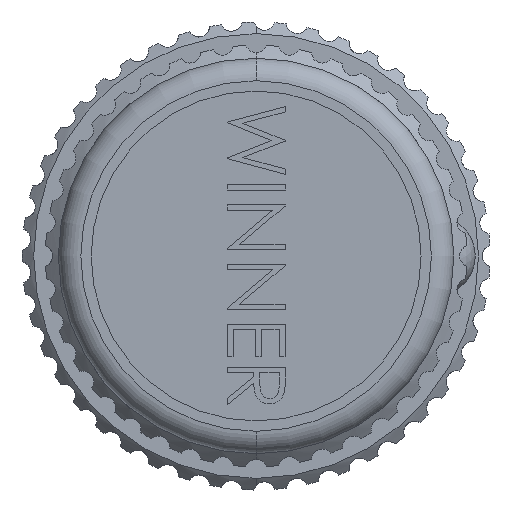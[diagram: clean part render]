
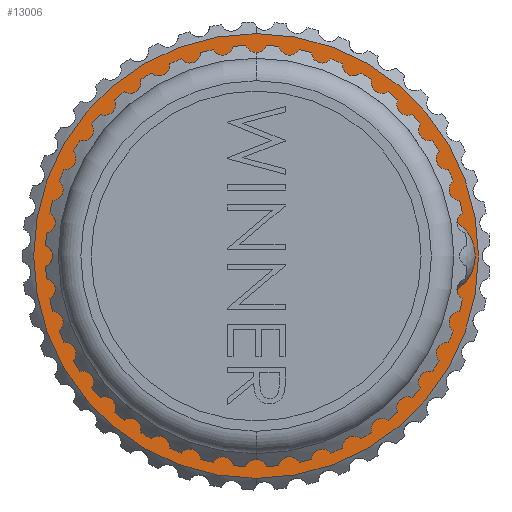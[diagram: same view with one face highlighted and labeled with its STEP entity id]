
A CAD part, left-side view. The second image highlights one B-rep face of the part: STEP entity #13006.
In plain terms, the highlighted planar face has unit normal (-1, 0, 0).
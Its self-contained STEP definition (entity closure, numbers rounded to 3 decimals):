
#31 = CARTESIAN_POINT ( 'NONE',  ( -7.9, -2.053, -3.705 ) ) ;
#293 = ORIENTED_EDGE ( 'NONE', *, *, #10064, .T. ) ;
#1107 = CARTESIAN_POINT ( 'NONE',  ( -7.9, 4.312, -1.869 ) ) ;
#1828 = CARTESIAN_POINT ( 'NONE',  ( -7.9, -1.758, 3.99 ) ) ;
#1880 = CARTESIAN_POINT ( 'NONE',  ( -7.9, 3.706, -2.824 ) ) ;
#1972 = CARTESIAN_POINT ( 'NONE',  ( -7.9, -4.141, 0.577 ) ) ;
#2068 = CARTESIAN_POINT ( 'NONE',  ( -7.9, -4.08, 0.936 ) ) ;
#2596 = CIRCLE ( 'NONE', #3807, 4.7 ) ;
#3173 = AXIS2_PLACEMENT_3D ( 'NONE', #23545, #10419, #25758 ) ;
#3204 = CARTESIAN_POINT ( 'NONE',  ( -7.9, 0., 0. ) ) ;
#3331 = B_SPLINE_CURVE_WITH_KNOTS ( 'NONE', 3,
 ( #8786, #24111, #17634, #21733, #8594, #23940, #15149, #2068, #1972, #17448, #10812, #4256, #17543, #19646, #17357, #21828, #8699, #31, #24024, #10908 ),
 .UNSPECIFIED., .F., .F.,
 ( 4, 2, 2, 2, 2, 2, 2, 2, 2, 4 ),
 ( 0., 0.001, 0.002, 0.002, 0.003, 0.004, 0.005, 0.006, 0.008, 0.009 ),
 .UNSPECIFIED. ) ;
#3807 = AXIS2_PLACEMENT_3D ( 'NONE', #16001, #26721, #9248 ) ;
#3871 = CARTESIAN_POINT ( 'NONE',  ( -7.9, 0.785, -4.353 ) ) ;
#4004 = CARTESIAN_POINT ( 'NONE',  ( -7.9, 3.102, 3.519 ) ) ;
#4256 = CARTESIAN_POINT ( 'NONE',  ( -7.9, -3.997, -1.202 ) ) ;
#4572 = FACE_BOUND ( 'NONE', #13249, .T. ) ;
#5328 = CIRCLE ( 'NONE', #9971, 15.3 ) ;
#5910 = EDGE_LOOP ( 'NONE', ( #8803, #16005 ) ) ;
#6133 = CARTESIAN_POINT ( 'NONE',  ( -7.9, -2.699, 3.332 ) ) ;
#6226 = CARTESIAN_POINT ( 'NONE',  ( -7.9, 0.457, 4.491 ) ) ;
#6422 = CARTESIAN_POINT ( 'NONE',  ( -7.9, 2.124, 4.107 ) ) ;
#6873 = VERTEX_POINT ( 'NONE', #11087 ) ;
#7214 = VERTEX_POINT ( 'NONE', #14638 ) ;
#7339 = CARTESIAN_POINT ( 'NONE',  ( -7.9, 0., -15.3 ) ) ;
#8130 = CARTESIAN_POINT ( 'NONE',  ( -7.9, 2.859, -3.556 ) ) ;
#8323 = CARTESIAN_POINT ( 'NONE',  ( -7.9, -0.882, -4.215 ) ) ;
#8594 = CARTESIAN_POINT ( 'NONE',  ( -7.9, -3.717, 1.951 ) ) ;
#8699 = CARTESIAN_POINT ( 'NONE',  ( -7.9, -2.634, -3.287 ) ) ;
#8786 = CARTESIAN_POINT ( 'NONE',  ( -7.9, -2.897, 3.122 ) ) ;
#8803 = ORIENTED_EDGE ( 'NONE', *, *, #19305, .T. ) ;
#9248 = DIRECTION ( 'NONE',  ( 0., 0., 1. ) ) ;
#9615 = EDGE_CURVE ( 'NONE', #21417, #17246, #14152, .T. ) ;
#9828 = CARTESIAN_POINT ( 'NONE',  ( -7.9, 4.7, 0. ) ) ;
#9971 = AXIS2_PLACEMENT_3D ( 'NONE', #3204, #20773, #16782 ) ;
#10064 = EDGE_CURVE ( 'NONE', #7214, #20992, #15239, .T. ) ;
#10419 = DIRECTION ( 'NONE',  ( -1., 0., 0. ) ) ;
#10565 = ORIENTED_EDGE ( 'NONE', *, *, #26351, .T. ) ;
#10568 = DIRECTION ( 'NONE',  ( -1., 0., 0. ) ) ;
#10756 = CARTESIAN_POINT ( 'NONE',  ( -7.9, 1.308, 4.379 ) ) ;
#10812 = CARTESIAN_POINT ( 'NONE',  ( -7.9, -4.145, -0.495 ) ) ;
#10853 = CARTESIAN_POINT ( 'NONE',  ( -7.9, 1.583, 4.307 ) ) ;
#10908 = CARTESIAN_POINT ( 'NONE',  ( -7.9, -1.408, -4.019 ) ) ;
#11087 = CARTESIAN_POINT ( 'NONE',  ( -7.9, 0., 15.3 ) ) ;
#11142 = ORIENTED_EDGE ( 'NONE', *, *, #18474, .F. ) ;
#11211 = VERTEX_POINT ( 'NONE', #12382 ) ;
#12382 = CARTESIAN_POINT ( 'NONE',  ( -7.9, -1.408, -4.019 ) ) ;
#12430 = DIRECTION ( 'NONE',  ( -1., 0., 0. ) ) ;
#12571 = CARTESIAN_POINT ( 'NONE',  ( -7.9, 1.61, -4.179 ) ) ;
#12669 = CARTESIAN_POINT ( 'NONE',  ( -7.9, 1.336, -4.255 ) ) ;
#12763 = CARTESIAN_POINT ( 'NONE',  ( -7.9, -0.055, -4.364 ) ) ;
#12798 = DIRECTION ( 'NONE',  ( 0., 0., -1. ) ) ;
#13006 = ADVANCED_FACE ( 'NONE', ( #27999, #4572 ), #14752, .T. ) ;
#13249 = EDGE_LOOP ( 'NONE', ( #24460, #10565, #22547, #11142, #293 ) ) ;
#14152 = CIRCLE ( 'NONE', #25374, 4.7 ) ;
#14487 = CARTESIAN_POINT ( 'NONE',  ( -7.9, -1.148, -4.13 ) ) ;
#14638 = CARTESIAN_POINT ( 'NONE',  ( -7.9, 3.319, 3.328 ) ) ;
#14752 = PLANE ( 'NONE',  #3173 ) ;
#15007 = CARTESIAN_POINT ( 'NONE',  ( -7.9, -1.235, 4.22 ) ) ;
#15094 = CARTESIAN_POINT ( 'NONE',  ( -7.9, -2.007, 3.851 ) ) ;
#15149 = CARTESIAN_POINT ( 'NONE',  ( -7.9, -3.924, 1.454 ) ) ;
#15192 = CARTESIAN_POINT ( 'NONE',  ( -7.9, 0.746, 4.472 ) ) ;
#15239 = B_SPLINE_CURVE_WITH_KNOTS ( 'NONE', 3,
 ( #19307, #4004, #28261, #23889, #6422, #10853, #10756, #15192, #6226, #26107, #28352, #23685, #15007, #1828, #15094, #17297, #6133, #17398 ),
 .UNSPECIFIED., .F., .F.,
 ( 4, 2, 2, 2, 2, 2, 2, 2, 4 ),
 ( 0., 0.001, 0.002, 0.003, 0.003, 0.004, 0.005, 0.006, 0.007 ),
 .UNSPECIFIED. ) ;
#15628 = CARTESIAN_POINT ( 'NONE',  ( -7.9, -2.897, 3.122 ) ) ;
#16001 = CARTESIAN_POINT ( 'NONE',  ( -7.9, 0., 0. ) ) ;
#16005 = ORIENTED_EDGE ( 'NONE', *, *, #24140, .T. ) ;
#16782 = DIRECTION ( 'NONE',  ( 0., 0., -1. ) ) ;
#17084 = CARTESIAN_POINT ( 'NONE',  ( -7.9, 4.312, -1.869 ) ) ;
#17246 = VERTEX_POINT ( 'NONE', #1107 ) ;
#17297 = CARTESIAN_POINT ( 'NONE',  ( -7.9, -2.478, 3.522 ) ) ;
#17357 = CARTESIAN_POINT ( 'NONE',  ( -7.9, -3.368, -2.489 ) ) ;
#17398 = CARTESIAN_POINT ( 'NONE',  ( -7.9, -2.897, 3.122 ) ) ;
#17448 = CARTESIAN_POINT ( 'NONE',  ( -7.9, -4.173, -0.137 ) ) ;
#17543 = CARTESIAN_POINT ( 'NONE',  ( -7.9, -3.878, -1.546 ) ) ;
#17634 = CARTESIAN_POINT ( 'NONE',  ( -7.9, -3.364, 2.57 ) ) ;
#18474 = EDGE_CURVE ( 'NONE', #7214, #21417, #2596, .T. ) ;
#18677 = VERTEX_POINT ( 'NONE', #7339 ) ;
#19088 = CARTESIAN_POINT ( 'NONE',  ( -7.9, 2.132, -3.977 ) ) ;
#19270 = CARTESIAN_POINT ( 'NONE',  ( -7.9, 2.381, -3.852 ) ) ;
#19305 = EDGE_CURVE ( 'NONE', #6873, #18677, #22974, .T. ) ;
#19307 = CARTESIAN_POINT ( 'NONE',  ( -7.9, 3.319, 3.328 ) ) ;
#19321 = AXIS2_PLACEMENT_3D ( 'NONE', #23679, #10568, #12798 ) ;
#19646 = CARTESIAN_POINT ( 'NONE',  ( -7.9, -3.564, -2.188 ) ) ;
#20069 = EDGE_CURVE ( 'NONE', #20992, #11211, #3331, .T. ) ;
#20773 = DIRECTION ( 'NONE',  ( -1., 0., 0. ) ) ;
#20981 = CARTESIAN_POINT ( 'NONE',  ( -7.9, -1.408, -4.019 ) ) ;
#20992 = VERTEX_POINT ( 'NONE', #15628 ) ;
#21220 = DIRECTION ( 'NONE',  ( 0., 0., 1. ) ) ;
#21417 = VERTEX_POINT ( 'NONE', #9828 ) ;
#21637 = CARTESIAN_POINT ( 'NONE',  ( -7.9, 4.055, -2.372 ) ) ;
#21733 = CARTESIAN_POINT ( 'NONE',  ( -7.9, -3.635, 2.11 ) ) ;
#21828 = CARTESIAN_POINT ( 'NONE',  ( -7.9, -2.902, -3.04 ) ) ;
#22547 = ORIENTED_EDGE ( 'NONE', *, *, #9615, .F. ) ;
#22974 = CIRCLE ( 'NONE', #19321, 15.3 ) ;
#23545 = CARTESIAN_POINT ( 'NONE',  ( -7.9, 0., 5.05 ) ) ;
#23650 = CARTESIAN_POINT ( 'NONE',  ( -7.9, 3.085, -3.386 ) ) ;
#23679 = CARTESIAN_POINT ( 'NONE',  ( -7.9, 0., 0. ) ) ;
#23685 = CARTESIAN_POINT ( 'NONE',  ( -7.9, -0.958, 4.312 ) ) ;
#23752 = CARTESIAN_POINT ( 'NONE',  ( -7.9, 0.507, -4.375 ) ) ;
#23889 = CARTESIAN_POINT ( 'NONE',  ( -7.9, 2.383, 3.981 ) ) ;
#23940 = CARTESIAN_POINT ( 'NONE',  ( -7.9, -3.861, 1.624 ) ) ;
#24024 = CARTESIAN_POINT ( 'NONE',  ( -7.9, -1.74, -3.877 ) ) ;
#24111 = CARTESIAN_POINT ( 'NONE',  ( -7.9, -3.144, 2.858 ) ) ;
#24140 = EDGE_CURVE ( 'NONE', #18677, #6873, #5328, .T. ) ;
#24460 = ORIENTED_EDGE ( 'NONE', *, *, #20069, .T. ) ;
#25022 = B_SPLINE_CURVE_WITH_KNOTS ( 'NONE', 3,
 ( #20981, #14487, #8323, #27928, #12763, #23752, #3871, #12669, #12571, #19088, #19270, #8130, #23650, #1880, #21637, #17084 ),
 .UNSPECIFIED., .F., .F.,
 ( 4, 2, 2, 2, 2, 2, 2, 4 ),
 ( 0., 0.001, 0.002, 0.003, 0.003, 0.004, 0.005, 0.007 ),
 .UNSPECIFIED. ) ;
#25374 = AXIS2_PLACEMENT_3D ( 'NONE', #27373, #12430, #21220 ) ;
#25758 = DIRECTION ( 'NONE',  ( 0., 0., 1. ) ) ;
#26107 = CARTESIAN_POINT ( 'NONE',  ( -7.9, -0.118, 4.474 ) ) ;
#26351 = EDGE_CURVE ( 'NONE', #11211, #17246, #25022, .T. ) ;
#26721 = DIRECTION ( 'NONE',  ( -1., 0., 0. ) ) ;
#27373 = CARTESIAN_POINT ( 'NONE',  ( -7.9, 0., 0. ) ) ;
#27928 = CARTESIAN_POINT ( 'NONE',  ( -7.9, -0.336, -4.332 ) ) ;
#27999 = FACE_OUTER_BOUND ( 'NONE', #5910, .T. ) ;
#28261 = CARTESIAN_POINT ( 'NONE',  ( -7.9, 2.871, 3.687 ) ) ;
#28352 = CARTESIAN_POINT ( 'NONE',  ( -7.9, -0.401, 4.438 ) ) ;
